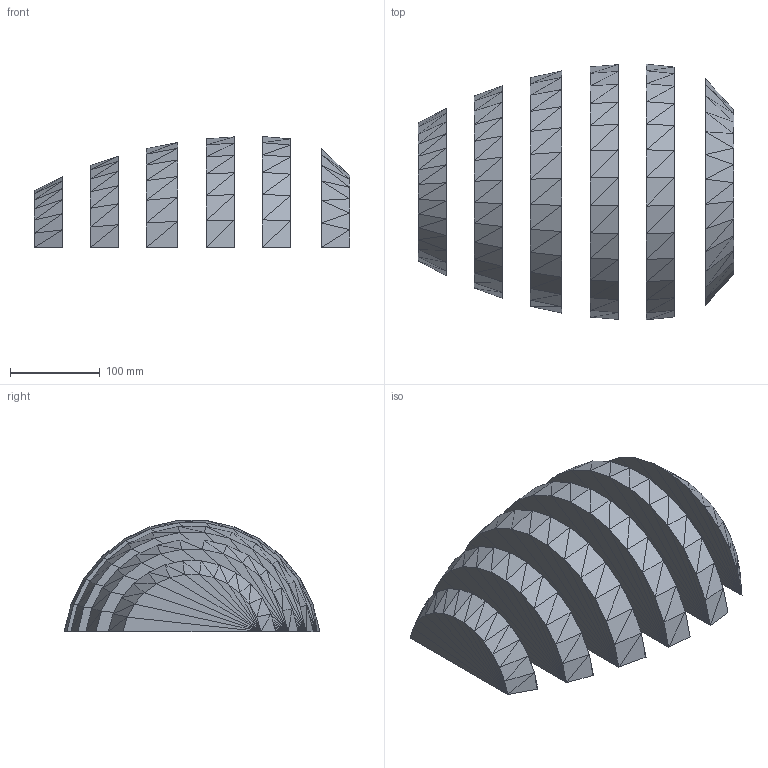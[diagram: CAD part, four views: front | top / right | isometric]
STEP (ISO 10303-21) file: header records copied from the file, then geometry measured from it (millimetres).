
FILE_DESCRIPTION(('Mold sections export'),'2;1');
FILE_NAME('molds.stp','2025-10-04T20:26:46Z',('demo_bowl_molds'),('lute_drawer'),'lute_drawer','lute_drawer','');
FILE_SCHEMA(('CONFIG_CONTROL_DESIGN'));
Products named in the file (1): MoldSections
Bounding box: 351.28 x 284.8 x 123.72 mm (x, y, z)
Volume: 3717925.4 mm3; surface area: 351293.9 mm2
Topology: 6 solids, 6 shells, 312 faces, 468 edges, 168 vertices
Faces by surface type: plane 312
Entity records: 5354 total; most frequent: DIRECTION 1092, ORIENTED_EDGE 936, VECTOR 468, LINE 468, EDGE_CURVE 468, AXIS2_PLACEMENT_3D 312, PLANE 312, EDGE_LOOP 312
